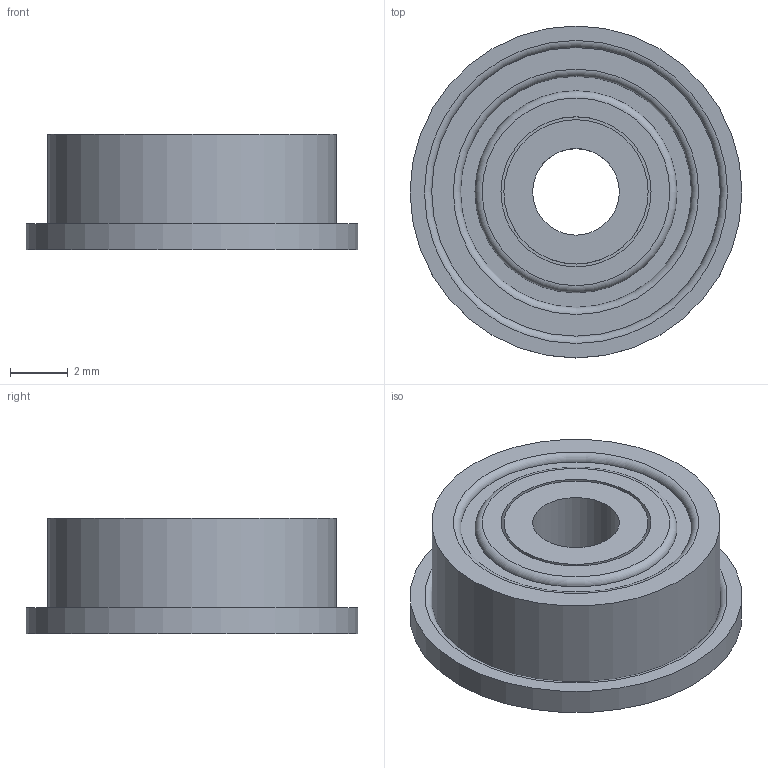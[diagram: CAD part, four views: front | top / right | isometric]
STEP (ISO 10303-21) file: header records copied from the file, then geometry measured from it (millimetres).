
FILE_DESCRIPTION(/* description */ (''),/* implementation_level */ '2;1');
FILE_NAME(/* name */ 'F693ZZ v1.step',/* time_stamp */ '2019-03-17T11:42:22-06:00',/* author */ (''),/* organization */ (''),/* preprocessor_version */ 'ST-DEVELOPER v17.2',/* originating_system */ 'Autodesk Translation Framework v7.6.0.251',/* authorisation */ '');
FILE_SCHEMA (('AUTOMOTIVE_DESIGN { 1 0 10303 214 3 1 1 }'));
Length unit declared in the file: millimetre
Products named in the file (2): F693ZZ; F693ZZ_1
Assembly tree (1 placements, depth 2):
  F693ZZ
    F693ZZ_1
Bounding box: 11.5 x 11.5 x 4 mm (x, y, z)
Volume: 294.9 mm3; surface area: 512 mm2
Topology: 1 solids, 1 shells, 23 faces, 41 edges, 29 vertices
Faces by surface type: plane 11, cylinder 7, torus 5
Full cylindrical faces by diameter (mm): 3 x1, 5 x2, 5.2 x2, 10 x1, 11.5 x1
Entity records: 661 total; most frequent: DIRECTION 127, CARTESIAN_POINT 96, ORIENTED_EDGE 82, AXIS2_PLACEMENT_3D 60, EDGE_CURVE 41, EDGE_LOOP 34, CIRCLE 34, VERTEX_POINT 29
